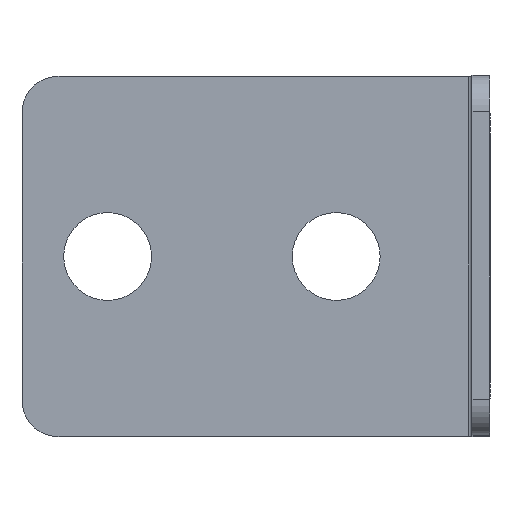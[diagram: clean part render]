
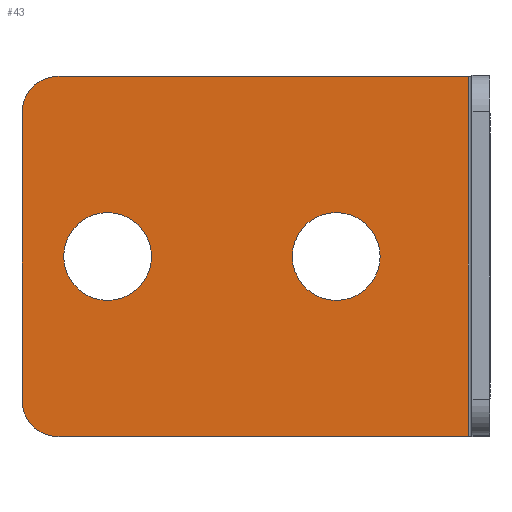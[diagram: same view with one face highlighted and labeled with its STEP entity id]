
A CAD part, top view. The second image highlights one B-rep face of the part: STEP entity #43.
In plain terms, the highlighted planar face has unit normal (0, 0, 1).
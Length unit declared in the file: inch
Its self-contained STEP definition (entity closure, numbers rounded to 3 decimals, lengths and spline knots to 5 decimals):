
#2 = DIRECTION ( 'NONE',  ( 0., 0., 1. ) ) ;
#11 = VERTEX_POINT ( 'NONE', #719 ) ;
#24 = EDGE_LOOP ( 'NONE', ( #232, #467 ) ) ;
#32 = AXIS2_PLACEMENT_3D ( 'NONE', #541, #310, #606 ) ;
#36 = EDGE_CURVE ( 'NONE', #263, #97, #714, .T. ) ;
#43 = ADVANCED_FACE ( 'NONE', ( #271, #195, #494 ), #46, .T. ) ;
#46 = PLANE ( 'NONE',  #452 ) ;
#55 = DIRECTION ( 'NONE',  ( 1., 0., 0. ) ) ;
#68 = DIRECTION ( 'NONE',  ( 0., 0., 1. ) ) ;
#80 = ORIENTED_EDGE ( 'NONE', *, *, #125, .T. ) ;
#97 = VERTEX_POINT ( 'NONE', #511 ) ;
#111 = VERTEX_POINT ( 'NONE', #164 ) ;
#120 = CARTESIAN_POINT ( 'NONE',  ( 0.19843, 0., 0. ) ) ;
#122 = CARTESIAN_POINT ( 'NONE',  ( 0.67874, 0., 0. ) ) ;
#125 = EDGE_CURVE ( 'NONE', #170, #763, #768, .T. ) ;
#131 = CIRCLE ( 'NONE', #349, 0.24016 ) ;
#137 = VERTEX_POINT ( 'NONE', #706 ) ;
#139 = ORIENTED_EDGE ( 'NONE', *, *, #36, .T. ) ;
#144 = AXIS2_PLACEMENT_3D ( 'NONE', #920, #469, #858 ) ;
#164 = CARTESIAN_POINT ( 'NONE',  ( -1.08268, -0.98425, 0. ) ) ;
#170 = VERTEX_POINT ( 'NONE', #621 ) ;
#195 = FACE_BOUND ( 'NONE', #619, .T. ) ;
#201 = ORIENTED_EDGE ( 'NONE', *, *, #269, .T. ) ;
#204 = EDGE_CURVE ( 'NONE', #11, #137, #344, .T. ) ;
#232 = ORIENTED_EDGE ( 'NONE', *, *, #709, .F. ) ;
#237 = VECTOR ( 'NONE', #587, 39.37008 ) ;
#240 = ORIENTED_EDGE ( 'NONE', *, *, #343, .F. ) ;
#263 = VERTEX_POINT ( 'NONE', #861 ) ;
#267 = DIRECTION ( 'NONE',  ( -1., 0., 0. ) ) ;
#269 = EDGE_CURVE ( 'NONE', #97, #170, #770, .T. ) ;
#271 = FACE_BOUND ( 'NONE', #24, .T. ) ;
#280 = VERTEX_POINT ( 'NONE', #305 ) ;
#292 = CARTESIAN_POINT ( 'NONE',  ( 1.16142, 0.98425, 0. ) ) ;
#305 = CARTESIAN_POINT ( 'NONE',  ( 1.16142, -0.98425, 0. ) ) ;
#310 = DIRECTION ( 'NONE',  ( 0., 0., 1. ) ) ;
#343 = EDGE_CURVE ( 'NONE', #137, #11, #131, .T. ) ;
#344 = CIRCLE ( 'NONE', #627, 0.24016 ) ;
#349 = AXIS2_PLACEMENT_3D ( 'NONE', #384, #2, #678 ) ;
#353 = DIRECTION ( 'NONE',  ( 1., 0., 0. ) ) ;
#355 = CARTESIAN_POINT ( 'NONE',  ( -1.27953, -0.98425, 0. ) ) ;
#384 = CARTESIAN_POINT ( 'NONE',  ( -0.81142, 0., 0. ) ) ;
#389 = AXIS2_PLACEMENT_3D ( 'NONE', #816, #68, #822 ) ;
#402 = ORIENTED_EDGE ( 'NONE', *, *, #204, .F. ) ;
#452 = AXIS2_PLACEMENT_3D ( 'NONE', #875, #807, #353 ) ;
#453 = VECTOR ( 'NONE', #55, 39.37008 ) ;
#467 = ORIENTED_EDGE ( 'NONE', *, *, #782, .F. ) ;
#469 = DIRECTION ( 'NONE',  ( 0., 0., 1. ) ) ;
#473 = DIRECTION ( 'NONE',  ( 1., 0., 0. ) ) ;
#490 = CIRCLE ( 'NONE', #144, 0.24016 ) ;
#492 = LINE ( 'NONE', #355, #453 ) ;
#494 = FACE_OUTER_BOUND ( 'NONE', #892, .T. ) ;
#511 = CARTESIAN_POINT ( 'NONE',  ( -1.08268, 0.98425, 0. ) ) ;
#513 = DIRECTION ( 'NONE',  ( 0., 0., 1. ) ) ;
#528 = VECTOR ( 'NONE', #267, 39.37008 ) ;
#534 = VERTEX_POINT ( 'NONE', #122 ) ;
#541 = CARTESIAN_POINT ( 'NONE',  ( -1.08268, 0.7874, 0. ) ) ;
#546 = DIRECTION ( 'NONE',  ( 0., 0., 1. ) ) ;
#550 = CIRCLE ( 'NONE', #389, 0.19685 ) ;
#552 = ORIENTED_EDGE ( 'NONE', *, *, #742, .T. ) ;
#562 = VECTOR ( 'NONE', #695, 39.37008 ) ;
#567 = EDGE_CURVE ( 'NONE', #111, #280, #492, .T. ) ;
#576 = CARTESIAN_POINT ( 'NONE',  ( -1.27953, 0.98425, 0. ) ) ;
#587 = DIRECTION ( 'NONE',  ( 0., -1., 0. ) ) ;
#595 = AXIS2_PLACEMENT_3D ( 'NONE', #668, #513, #596 ) ;
#596 = DIRECTION ( 'NONE',  ( 1., 0., 0. ) ) ;
#603 = LINE ( 'NONE', #292, #237 ) ;
#606 = DIRECTION ( 'NONE',  ( 1., 0., 0. ) ) ;
#619 = EDGE_LOOP ( 'NONE', ( #240, #402 ) ) ;
#621 = CARTESIAN_POINT ( 'NONE',  ( -1.27953, 0.7874, 0. ) ) ;
#627 = AXIS2_PLACEMENT_3D ( 'NONE', #701, #546, #473 ) ;
#668 = CARTESIAN_POINT ( 'NONE',  ( 0.43858, 0., 0. ) ) ;
#678 = DIRECTION ( 'NONE',  ( 1., 0., 0. ) ) ;
#684 = EDGE_CURVE ( 'NONE', #263, #280, #603, .T. ) ;
#695 = DIRECTION ( 'NONE',  ( 0., -1., 0. ) ) ;
#701 = CARTESIAN_POINT ( 'NONE',  ( -0.81142, 0., 0. ) ) ;
#702 = ORIENTED_EDGE ( 'NONE', *, *, #567, .T. ) ;
#706 = CARTESIAN_POINT ( 'NONE',  ( -0.57126, 0., 0. ) ) ;
#709 = EDGE_CURVE ( 'NONE', #534, #944, #949, .T. ) ;
#714 = LINE ( 'NONE', #576, #528 ) ;
#719 = CARTESIAN_POINT ( 'NONE',  ( -1.05157, 0., 0. ) ) ;
#733 = ORIENTED_EDGE ( 'NONE', *, *, #684, .F. ) ;
#742 = EDGE_CURVE ( 'NONE', #763, #111, #550, .T. ) ;
#763 = VERTEX_POINT ( 'NONE', #830 ) ;
#768 = LINE ( 'NONE', #787, #562 ) ;
#770 = CIRCLE ( 'NONE', #32, 0.19685 ) ;
#782 = EDGE_CURVE ( 'NONE', #944, #534, #490, .T. ) ;
#787 = CARTESIAN_POINT ( 'NONE',  ( -1.27953, 0.98425, 0. ) ) ;
#807 = DIRECTION ( 'NONE',  ( 0., 0., 1. ) ) ;
#816 = CARTESIAN_POINT ( 'NONE',  ( -1.08268, -0.7874, 0. ) ) ;
#822 = DIRECTION ( 'NONE',  ( 1., 0., 0. ) ) ;
#830 = CARTESIAN_POINT ( 'NONE',  ( -1.27953, -0.7874, 0. ) ) ;
#858 = DIRECTION ( 'NONE',  ( 1., 0., 0. ) ) ;
#861 = CARTESIAN_POINT ( 'NONE',  ( 1.16142, 0.98425, 0. ) ) ;
#875 = CARTESIAN_POINT ( 'NONE',  ( 0., 0., 0. ) ) ;
#892 = EDGE_LOOP ( 'NONE', ( #80, #552, #702, #733, #139, #201 ) ) ;
#920 = CARTESIAN_POINT ( 'NONE',  ( 0.43858, 0., 0. ) ) ;
#944 = VERTEX_POINT ( 'NONE', #120 ) ;
#949 = CIRCLE ( 'NONE', #595, 0.24016 ) ;
